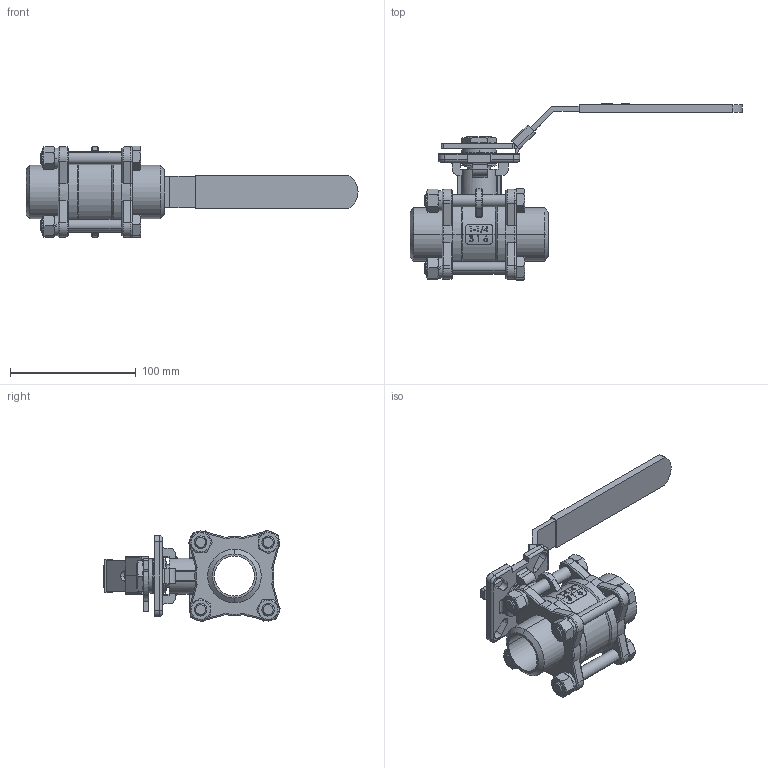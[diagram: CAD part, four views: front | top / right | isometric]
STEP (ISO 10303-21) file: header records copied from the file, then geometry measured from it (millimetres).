
FILE_DESCRIPTION(/* description */ ('Unknown','CAx-IF Rec.Pracs.---Representation and Presentation of Product Manufacturing Information (PMI)---4.0---2014-10-13','CAx-IF Rec.Pracs.---3D Tessellated Geometry---0.4---2014-09-14','2;1'),/* implementation_level */ '2;1');
FILE_NAME(/* name */ '9337-07',/* time_stamp */ '2024-01-25T09:58:43+01:00',/* author */ ('Unknown'),/* organization */ ('Unknown'),/* preprocessor_version */ 'ST-DEVELOPER v18.102',/* originating_system */ 'Solid Edge',/* authorisation */ 'Unknown');
FILE_SCHEMA (('AP242_MANAGED_MODEL_BASED_3D_ENGINEERING_MIM_LF { 1 0 10303 442 1 1 4 }'));
Length unit declared in the file: millimetre
Products named in the file (14): 9337-07; 概极; 概裔; 概裝; spring lock washers--normal type gb_GB_FASTENER_WASHER_SW 10; 碟型垫圈; 概裝蹟譫; 滅侂え; hexagon nuts grade c gb_GB_FASTENER_NUT_SNC1 M10-N; 蹟邡; 忒梟; 忒梟杶; 縐赽; す菜
Assembly tree (25 placements, depth 2):
  9337-07
    概极
    概裔  x2
    概裝
    spring lock washers--normal type gb_GB_FASTENER_WASHER_SW 10  x4
    碟型垫圈  x2
    概裝蹟譫  x2
    滅侂え
    hexagon nuts grade c gb_GB_FASTENER_NUT_SNC1 M10-N  x4
    蹟邡  x4
    忒梟
    忒梟杶
    縐赽
    す菜
Bounding box: 264.41 x 140.79 x 73.2 mm (x, y, z)
Volume: 234217.6 mm3; surface area: 126887.4 mm2
Topology: 25 solids, 25 shells, 1051 faces, 2672 edges, 1705 vertices
Faces by surface type: plane 507, cylinder 313, cone 141, bspline 61, torus 29
Entity records: 35393 total; most frequent: CARTESIAN_POINT 15305, ORIENTED_EDGE 4332, DIRECTION 3724, EDGE_CURVE 2166, VERTEX_POINT 1388, AXIS2_PLACEMENT_3D 1326, LINE 1072, VECTOR 1072
